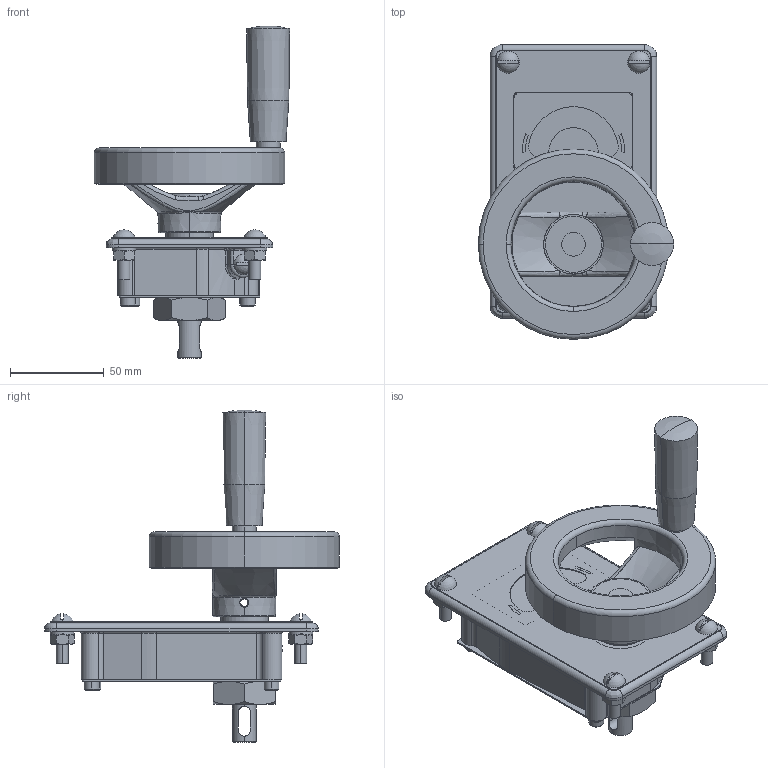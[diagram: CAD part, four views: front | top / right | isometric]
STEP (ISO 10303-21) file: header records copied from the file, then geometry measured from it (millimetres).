
FILE_DESCRIPTION((''),'2;1');
FILE_NAME('88301736_4_HNDWHL_00','2014-03-20T',('sobri'),(''),'PRO/ENGINEER BY PARAMETRIC TECHNOLOGY CORPORATION, 2011180','PRO/ENGINEER BY PARAMETRIC TECHNOLOGY CORPORATION, 2011180','');
FILE_SCHEMA(('CONFIG_CONTROL_DESIGN'));
Length unit declared in the file: inch
Products named in the file (1): 88301736_4_HNDWHL_00
Bounding box: 104.32 x 157.43 x 177.21 mm (x, y, z)
Surface area: 110899.4 mm2 (no closed solid volume)
Topology: 0 solids, 49 shells, 412 faces, 1629 edges, 1256 vertices
Faces by surface type: plane 144, cylinder 107, cone 93, torus 28, bspline 26, sphere 12, extrusion 2
Entity records: 23034 total; most frequent: CARTESIAN_POINT 9688, DIRECTION 2731, ORIENTED_EDGE 2485, EDGE_CURVE 1627, VERTEX_POINT 1256, AXIS2_PLACEMENT_3D 972, VECTOR 787, LINE 785
